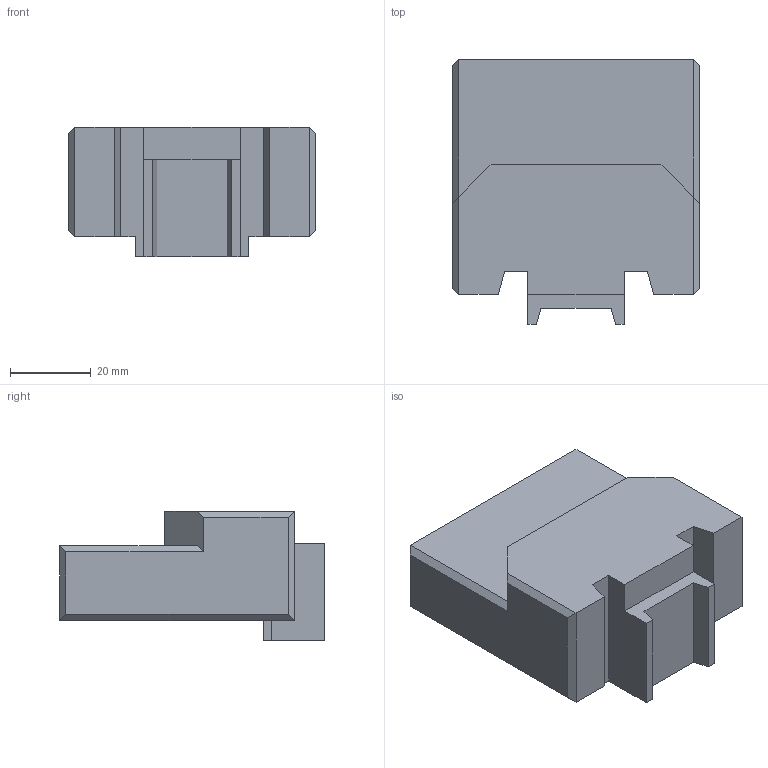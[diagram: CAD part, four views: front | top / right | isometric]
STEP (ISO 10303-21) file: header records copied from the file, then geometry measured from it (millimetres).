
FILE_DESCRIPTION (( 'STEP AP203' ), '1' );
FILE_NAME ('9494_A1-_0.STEP', '2015-03-27T13:01:24', ( '' ), ( '' ), 'SwSTEP 2.0', 'SolidWorks 2015', '' );
FILE_SCHEMA (( 'CONFIG_CONTROL_DESIGN' ));
Length unit declared in the file: millimetre
Products named in the file (1): 9494_A1-_0
Bounding box: 61 x 65.4 x 32 mm (x, y, z)
Volume: 82332.9 mm3; surface area: 14131.1 mm2
Topology: 1 solids, 1 shells, 38 faces, 100 edges, 64 vertices
Faces by surface type: plane 38
Entity records: 1217 total; most frequent: CARTESIAN_POINT 203, ORIENTED_EDGE 200, DIRECTION 178, VECTOR 100, EDGE_CURVE 100, LINE 100, VERTEX_POINT 64, AXIS2_PLACEMENT_3D 39
